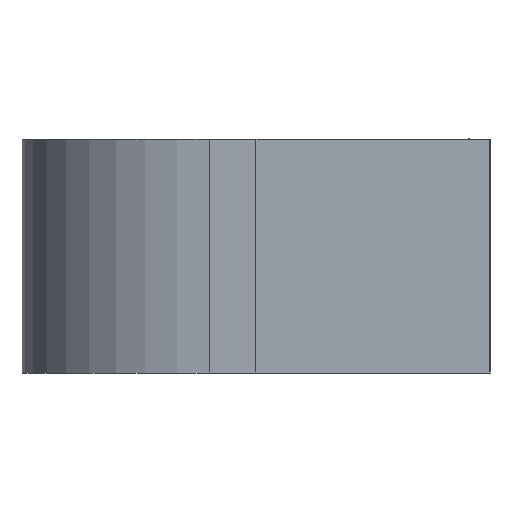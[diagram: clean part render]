
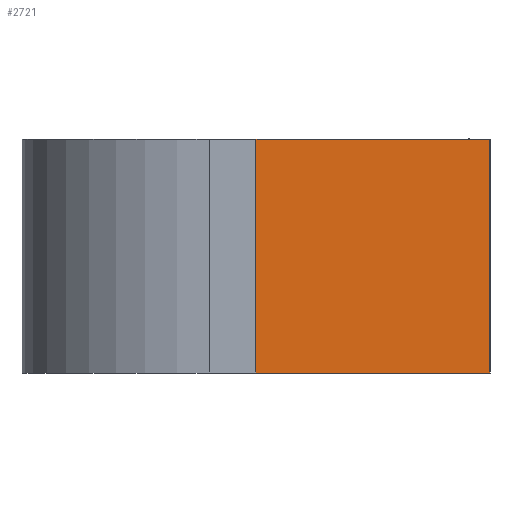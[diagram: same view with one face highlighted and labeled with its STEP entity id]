
A CAD part, left-side view. The second image highlights one B-rep face of the part: STEP entity #2721.
In plain terms, the highlighted planar face has unit normal (-1, 0, 0).
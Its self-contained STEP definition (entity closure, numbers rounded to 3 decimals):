
#2721 = ADVANCED_FACE ( 'NONE', ( #9434 ), #9481, .F. ) ;
#2722 = EDGE_LOOP ( 'NONE', ( #2744, #2724, #2734, #2762 ) ) ;
#2724 = ORIENTED_EDGE ( 'NONE', *, *, #2725, .F. ) ;
#2725 = EDGE_CURVE ( 'NONE', #2726, #2745, #9480, .T. ) ;
#2726 = VERTEX_POINT ( 'NONE', #9472 ) ;
#2727 = EDGE_CURVE ( 'NONE', #2801, #2745, #9470, .T. ) ;
#2729 = VERTEX_POINT ( 'NONE', #9500 ) ;
#2730 = EDGE_CURVE ( 'NONE', #2729, #2801, #9499, .T. ) ;
#2734 = ORIENTED_EDGE ( 'NONE', *, *, #2735, .F. ) ;
#2735 = EDGE_CURVE ( 'NONE', #2729, #2726, #9491, .T. ) ;
#2744 = ORIENTED_EDGE ( 'NONE', *, *, #2727, .T. ) ;
#2745 = VERTEX_POINT ( 'NONE', #9527 ) ;
#2762 = ORIENTED_EDGE ( 'NONE', *, *, #2730, .T. ) ;
#2801 = VERTEX_POINT ( 'NONE', #9631 ) ;
#9434 = FACE_OUTER_BOUND ( 'NONE', #2722, .T. ) ;
#9467 = DIRECTION ( 'NONE',  ( 0., -1., 0. ) ) ;
#9468 = VECTOR ( 'NONE', #9467, 1000. ) ;
#9469 = CARTESIAN_POINT ( 'NONE',  ( -1.5, -3.16, -0.5 ) ) ;
#9470 = LINE ( 'NONE', #9469, #9468 ) ;
#9472 = CARTESIAN_POINT ( 'NONE',  ( -1.5, -0.5, 0.5 ) ) ;
#9473 = DIRECTION ( 'NONE',  ( 0., 0., -1. ) ) ;
#9474 = VECTOR ( 'NONE', #9473, 1000. ) ;
#9475 = CARTESIAN_POINT ( 'NONE',  ( -1.5, -0.5, 0.5 ) ) ;
#9476 = DIRECTION ( 'NONE',  ( 0., 0., -1. ) ) ;
#9477 = DIRECTION ( 'NONE',  ( 1., 0., 0. ) ) ;
#9478 = CARTESIAN_POINT ( 'NONE',  ( -1.5, -3.16, 0.5 ) ) ;
#9479 = AXIS2_PLACEMENT_3D ( 'NONE', #9478, #9477, #9476 ) ;
#9480 = LINE ( 'NONE', #9475, #9474 ) ;
#9481 = PLANE ( 'NONE',  #9479 ) ;
#9488 = DIRECTION ( 'NONE',  ( 0., -1., 0. ) ) ;
#9489 = VECTOR ( 'NONE', #9488, 1000. ) ;
#9490 = CARTESIAN_POINT ( 'NONE',  ( -1.5, -3.16, 0.5 ) ) ;
#9491 = LINE ( 'NONE', #9490, #9489 ) ;
#9496 = DIRECTION ( 'NONE',  ( 0., 0., -1. ) ) ;
#9497 = VECTOR ( 'NONE', #9496, 1000. ) ;
#9498 = CARTESIAN_POINT ( 'NONE',  ( -1.5, 0.5, 0.5 ) ) ;
#9499 = LINE ( 'NONE', #9498, #9497 ) ;
#9500 = CARTESIAN_POINT ( 'NONE',  ( -1.5, 0.5, 0.5 ) ) ;
#9527 = CARTESIAN_POINT ( 'NONE',  ( -1.5, -0.5, -0.5 ) ) ;
#9631 = CARTESIAN_POINT ( 'NONE',  ( -1.5, 0.5, -0.5 ) ) ;
